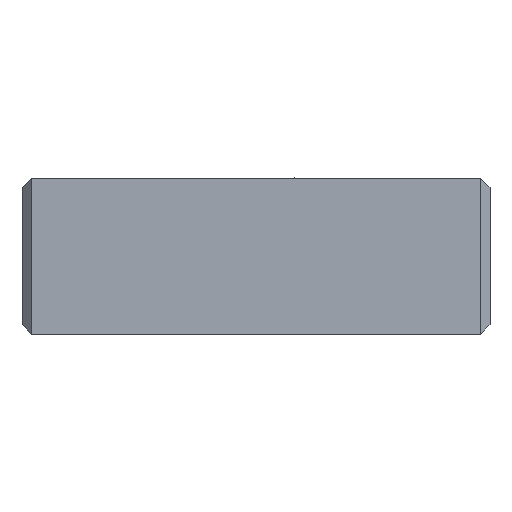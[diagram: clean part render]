
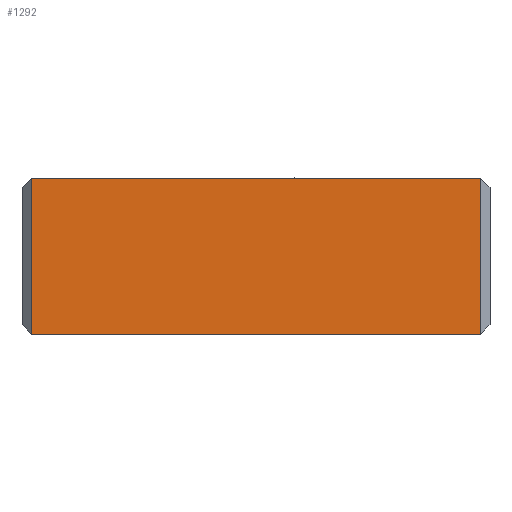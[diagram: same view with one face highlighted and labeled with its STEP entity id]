
A CAD part, front view. The second image highlights one B-rep face of the part: STEP entity #1292.
In plain terms, the highlighted planar face has unit normal (0, -1, 0).
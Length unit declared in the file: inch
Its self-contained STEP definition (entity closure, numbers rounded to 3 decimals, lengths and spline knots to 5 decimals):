
#761=DIRECTION('',(0.,0.,-1.));
#762=VECTOR('',#761,1.);
#763=CARTESIAN_POINT('',(-1.69,-0.5,0.5));
#764=LINE('',#763,#762);
#765=DIRECTION('',(0.,0.,-1.));
#766=VECTOR('',#765,1.);
#767=CARTESIAN_POINT('',(1.19,-0.5,0.5));
#768=LINE('',#767,#766);
#781=DIRECTION('',(1.,0.,0.));
#782=VECTOR('',#781,2.88);
#783=CARTESIAN_POINT('',(-1.69,-0.5,0.5));
#784=LINE('',#783,#782);
#921=DIRECTION('',(1.,0.,0.));
#922=VECTOR('',#921,2.88);
#923=CARTESIAN_POINT('',(-1.69,-0.5,-0.5));
#924=LINE('',#923,#922);
#1069=CARTESIAN_POINT('',(-1.69,-0.5,0.5));
#1070=CARTESIAN_POINT('',(-1.69,-0.5,-0.5));
#1071=VERTEX_POINT('',#1069);
#1072=VERTEX_POINT('',#1070);
#1089=CARTESIAN_POINT('',(1.19,-0.5,-0.5));
#1090=VERTEX_POINT('',#1089);
#1093=CARTESIAN_POINT('',(1.19,-0.5,0.5));
#1094=VERTEX_POINT('',#1093);
#1278=CARTESIAN_POINT('',(-1.75,-0.5,-0.5));
#1279=DIRECTION('',(0.,-1.,0.));
#1280=DIRECTION('',(1.,0.,0.));
#1281=AXIS2_PLACEMENT_3D('',#1278,#1279,#1280);
#1282=PLANE('',#1281);
#1283=ORIENTED_EDGE('',*,*,#1271,.F.);
#1285=ORIENTED_EDGE('',*,*,#1284,.T.);
#1287=ORIENTED_EDGE('',*,*,#1286,.T.);
#1289=ORIENTED_EDGE('',*,*,#1288,.F.);
#1290=EDGE_LOOP('',(#1283,#1285,#1287,#1289));
#1291=FACE_OUTER_BOUND('',#1290,.F.);
#1292=ADVANCED_FACE('',(#1291),#1282,.T.);
#1271=EDGE_CURVE('',#1071,#1072,#764,.T.);
#1284=EDGE_CURVE('',#1071,#1094,#784,.T.);
#1286=EDGE_CURVE('',#1094,#1090,#768,.T.);
#1288=EDGE_CURVE('',#1072,#1090,#924,.T.);
